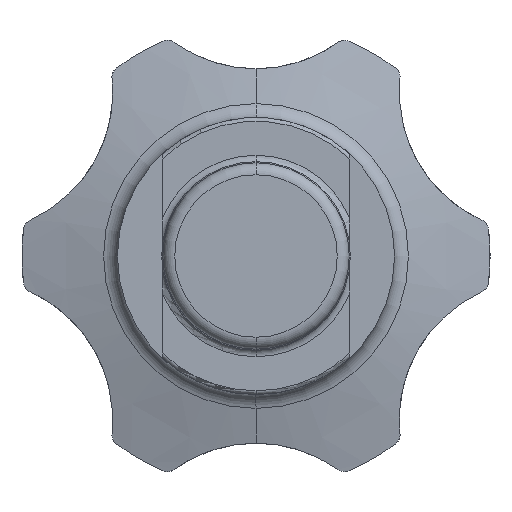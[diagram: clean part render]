
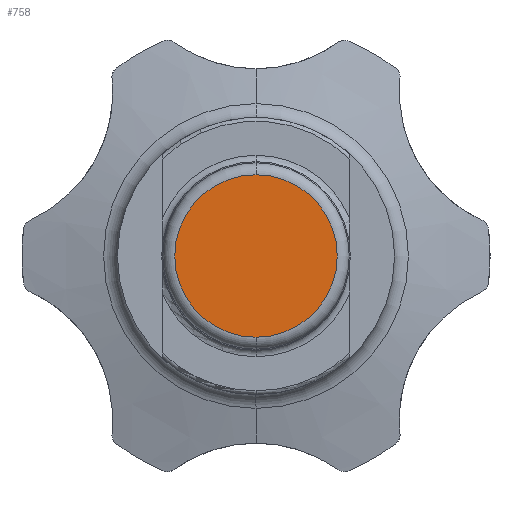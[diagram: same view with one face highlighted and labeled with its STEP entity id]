
A CAD part, front view. The second image highlights one B-rep face of the part: STEP entity #758.
In plain terms, the highlighted planar face has unit normal (0, -1, 0).
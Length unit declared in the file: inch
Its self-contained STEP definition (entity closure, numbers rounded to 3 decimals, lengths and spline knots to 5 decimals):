
#178 = DIRECTION ( 'NONE',  ( 0., -1., 0. ) ) ;
#335 = DIRECTION ( 'NONE',  ( 0., 1., 0. ) ) ;
#671 = AXIS2_PLACEMENT_3D ( 'NONE', #2642, #2364, #3341 ) ;
#689 = CARTESIAN_POINT ( 'NONE',  ( 0., -2.012, -0.217 ) ) ;
#758 = ADVANCED_FACE ( 'Defeatured_0_8', ( #3841 ), #1211, .F. ) ;
#788 = AXIS2_PLACEMENT_3D ( 'NONE', #3541, #178, #3390 ) ;
#918 = AXIS2_PLACEMENT_3D ( 'NONE', #2540, #335, #1936 ) ;
#1055 = VERTEX_POINT ( 'NONE', #689 ) ;
#1146 = EDGE_LOOP ( 'NONE', ( #1198, #1613 ) ) ;
#1198 = ORIENTED_EDGE ( 'NONE', *, *, #3333, .T. ) ;
#1211 = PLANE ( 'NONE',  #918 ) ;
#1613 = ORIENTED_EDGE ( 'NONE', *, *, #3742, .T. ) ;
#1936 = DIRECTION ( 'NONE',  ( 0., 0., 1. ) ) ;
#2364 = DIRECTION ( 'NONE',  ( 0., -1., 0. ) ) ;
#2404 = CIRCLE ( 'NONE', #788, 0.217 ) ;
#2486 = CIRCLE ( 'NONE', #671, 0.217 ) ;
#2540 = CARTESIAN_POINT ( 'NONE',  ( 0., -2.012, 0. ) ) ;
#2642 = CARTESIAN_POINT ( 'NONE',  ( 0., -2.012, 0. ) ) ;
#3041 = VERTEX_POINT ( 'NONE', #3679 ) ;
#3333 = EDGE_CURVE ( 'NONE', #1055, #3041, #2404, .T. ) ;
#3341 = DIRECTION ( 'NONE',  ( 0., 0., -1. ) ) ;
#3390 = DIRECTION ( 'NONE',  ( 0., 0., -1. ) ) ;
#3541 = CARTESIAN_POINT ( 'NONE',  ( 0., -2.012, 0. ) ) ;
#3679 = CARTESIAN_POINT ( 'NONE',  ( 0., -2.012, 0.217 ) ) ;
#3742 = EDGE_CURVE ( 'NONE', #3041, #1055, #2486, .T. ) ;
#3841 = FACE_OUTER_BOUND ( 'NONE', #1146, .T. ) ;
